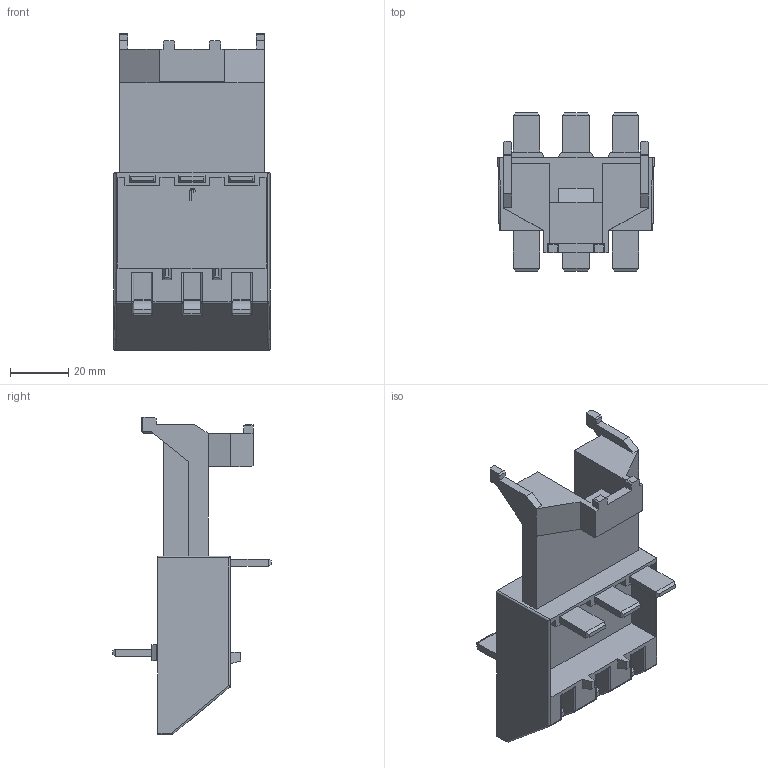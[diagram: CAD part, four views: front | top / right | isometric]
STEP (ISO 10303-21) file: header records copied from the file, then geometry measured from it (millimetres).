
FILE_DESCRIPTION (( 'STEP AP203' ), '1' );
FILE_NAME ('ECCMP-80B80.step', '2023-01-18T18:21:41', ( '' ), ( '' ), 'SwSTEP 2.0', 'SolidWorks 2021', '' );
FILE_SCHEMA (( 'CONFIG_CONTROL_DESIGN' ));
Length unit declared in the file: millimetre
Products named in the file (1): ECCMP-80B80
Bounding box: 53.65 x 54.5 x 109 mm (x, y, z)
Volume: 68377.1 mm3; surface area: 27181.4 mm2
Topology: 2 solids, 2 shells, 278 faces, 727 edges, 460 vertices
Faces by surface type: plane 225, cylinder 33, bspline 16, cone 4
Entity records: 8754 total; most frequent: CARTESIAN_POINT 1986, ORIENTED_EDGE 1450, DIRECTION 1269, EDGE_CURVE 725, LINE 643, VECTOR 643, VERTEX_POINT 460, AXIS2_PLACEMENT_3D 313
